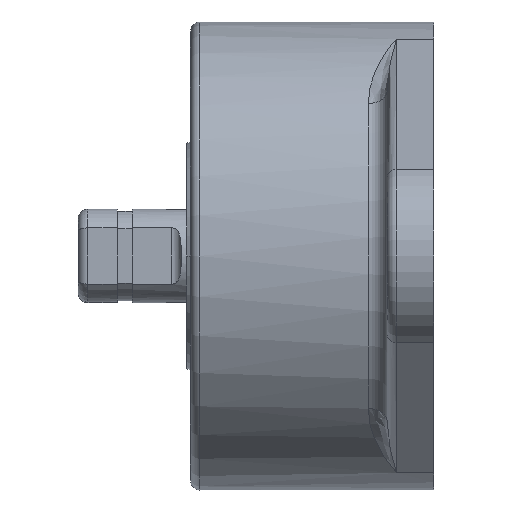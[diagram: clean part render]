
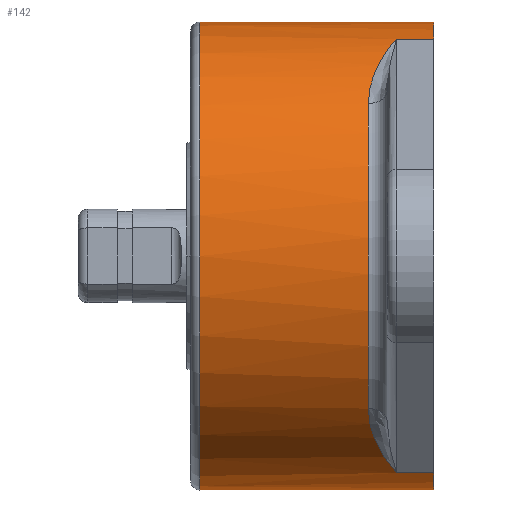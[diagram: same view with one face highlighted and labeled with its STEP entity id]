
A CAD part, left-side view. The second image highlights one B-rep face of the part: STEP entity #142.
In plain terms, the highlighted cylindrical face has radius 12.5 mm (diameter 25 mm), a partial arc.
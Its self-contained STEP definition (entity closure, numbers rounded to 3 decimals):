
#19 = AXIS2_PLACEMENT_3D ( 'NONE', #318, #1776, #1625 ) ;
#29 = CARTESIAN_POINT ( 'NONE',  ( -8.037, 3.251, -9.587 ) ) ;
#79 = ORIENTED_EDGE ( 'NONE', *, *, #1307, .T. ) ;
#97 = EDGE_LOOP ( 'NONE', ( #1522, #1881, #1865, #79, #1661, #244, #630, #355, #417, #856 ) ) ;
#101 = AXIS2_PLACEMENT_3D ( 'NONE', #1189, #271, #1348 ) ;
#123 = EDGE_CURVE ( 'NONE', #1158, #590, #717, .T. ) ;
#139 = VERTEX_POINT ( 'NONE', #478 ) ;
#142 = ADVANCED_FACE ( 'NONE', ( #889 ), #1633, .T. ) ;
#147 = CARTESIAN_POINT ( 'NONE',  ( -6.84, 2.84, 10.474 ) ) ;
#153 = CARTESIAN_POINT ( 'NONE',  ( -4.688, 0., 11.588 ) ) ;
#188 = CARTESIAN_POINT ( 'NONE',  ( -9.137, 3.5, -8.546 ) ) ;
#216 = CIRCLE ( 'NONE', #505, 12.5 ) ;
#244 = ORIENTED_EDGE ( 'NONE', *, *, #1659, .T. ) ;
#253 = EDGE_CURVE ( 'NONE', #1389, #1904, #797, .T. ) ;
#271 = DIRECTION ( 'NONE',  ( 0., -1., 0. ) ) ;
#297 = CARTESIAN_POINT ( 'NONE',  ( -5.789, 2.432, 11.081 ) ) ;
#301 = CIRCLE ( 'NONE', #1792, 12.5 ) ;
#304 = B_SPLINE_CURVE_WITH_KNOTS ( 'NONE', 3,
 ( #452, #1529, #912, #1986, #1059, #147, #1217, #297, #1382, #457, #1534, #621 ),
 .UNSPECIFIED., .F., .F.,
 ( 4, 2, 2, 2, 2, 4 ),
 ( 0., 0.002, 0.003, 0.005, 0.005, 0.006 ),
 .UNSPECIFIED. ) ;
#318 = CARTESIAN_POINT ( 'NONE',  ( 0., 2.5, 0. ) ) ;
#355 = ORIENTED_EDGE ( 'NONE', *, *, #1874, .F. ) ;
#379 = DIRECTION ( 'NONE',  ( 0., 1., 0. ) ) ;
#417 = ORIENTED_EDGE ( 'NONE', *, *, #253, .T. ) ;
#452 = CARTESIAN_POINT ( 'NONE',  ( -9.475, 3.5, 8.153 ) ) ;
#457 = CARTESIAN_POINT ( 'NONE',  ( -5.135, 2.175, 11.399 ) ) ;
#476 = CARTESIAN_POINT ( 'NONE',  ( -5.137, 2.175, -11.406 ) ) ;
#478 = CARTESIAN_POINT ( 'NONE',  ( -4.688, 2., -11.588 ) ) ;
#505 = AXIS2_PLACEMENT_3D ( 'NONE', #509, #1590, #667 ) ;
#506 = EDGE_CURVE ( 'NONE', #1904, #1313, #301, .T. ) ;
#509 = CARTESIAN_POINT ( 'NONE',  ( 0., 0., 0. ) ) ;
#533 = CARTESIAN_POINT ( 'NONE',  ( 0., 0., 12.5 ) ) ;
#543 = CARTESIAN_POINT ( 'NONE',  ( -4.688, 0., -11.588 ) ) ;
#582 = LINE ( 'NONE', #153, #1486 ) ;
#587 = EDGE_CURVE ( 'NONE', #1638, #1680, #582, .T. ) ;
#590 = VERTEX_POINT ( 'NONE', #773 ) ;
#596 = DIRECTION ( 'NONE',  ( 0., 1., 0. ) ) ;
#621 = CARTESIAN_POINT ( 'NONE',  ( -4.688, 2., 11.588 ) ) ;
#630 = ORIENTED_EDGE ( 'NONE', *, *, #587, .F. ) ;
#652 = CARTESIAN_POINT ( 'NONE',  ( 0., 12.5, 0. ) ) ;
#667 = DIRECTION ( 'NONE',  ( 0., 0., 1. ) ) ;
#715 = LINE ( 'NONE', #543, #1892 ) ;
#717 = CIRCLE ( 'NONE', #1388, 12.5 ) ;
#773 = CARTESIAN_POINT ( 'NONE',  ( -9.475, 3.5, 8.153 ) ) ;
#796 = CARTESIAN_POINT ( 'NONE',  ( -6.427, 2.682, -10.732 ) ) ;
#797 = LINE ( 'NONE', #986, #1101 ) ;
#801 = DIRECTION ( 'NONE',  ( 0., 0., -1. ) ) ;
#856 = ORIENTED_EDGE ( 'NONE', *, *, #506, .T. ) ;
#877 = CARTESIAN_POINT ( 'NONE',  ( -9.475, 3.5, -8.153 ) ) ;
#889 = FACE_OUTER_BOUND ( 'NONE', #97, .T. ) ;
#912 = CARTESIAN_POINT ( 'NONE',  ( -8.782, 3.438, 8.91 ) ) ;
#946 = CARTESIAN_POINT ( 'NONE',  ( -7.644, 3.125, -9.902 ) ) ;
#986 = CARTESIAN_POINT ( 'NONE',  ( 0., 2.5, 12.5 ) ) ;
#1035 = CARTESIAN_POINT ( 'NONE',  ( -4.688, 0., -11.588 ) ) ;
#1059 = CARTESIAN_POINT ( 'NONE',  ( -7.644, 3.125, 9.903 ) ) ;
#1089 = CARTESIAN_POINT ( 'NONE',  ( -4.688, 2., -11.588 ) ) ;
#1096 = CARTESIAN_POINT ( 'NONE',  ( -8.782, 3.438, -8.91 ) ) ;
#1101 = VECTOR ( 'NONE', #596, 1000. ) ;
#1137 = VECTOR ( 'NONE', #1938, 1000. ) ;
#1158 = VERTEX_POINT ( 'NONE', #877 ) ;
#1189 = CARTESIAN_POINT ( 'NONE',  ( 0., 0., 0. ) ) ;
#1217 = CARTESIAN_POINT ( 'NONE',  ( -6.427, 2.682, 10.732 ) ) ;
#1260 = CARTESIAN_POINT ( 'NONE',  ( -9.475, 3.5, -8.153 ) ) ;
#1269 = CARTESIAN_POINT ( 'NONE',  ( 0., 12.5, 12.5 ) ) ;
#1306 = CARTESIAN_POINT ( 'NONE',  ( 0., 3.5, 0. ) ) ;
#1307 = EDGE_CURVE ( 'NONE', #139, #1158, #1476, .T. ) ;
#1313 = VERTEX_POINT ( 'NONE', #1579 ) ;
#1346 = VERTEX_POINT ( 'NONE', #1432 ) ;
#1348 = DIRECTION ( 'NONE',  ( 0., 0., 1. ) ) ;
#1371 = CARTESIAN_POINT ( 'NONE',  ( -4.688, 0., 11.588 ) ) ;
#1382 = CARTESIAN_POINT ( 'NONE',  ( -5.573, 2.347, 11.192 ) ) ;
#1388 = AXIS2_PLACEMENT_3D ( 'NONE', #1306, #379, #1463 ) ;
#1389 = VERTEX_POINT ( 'NONE', #533 ) ;
#1429 = EDGE_CURVE ( 'NONE', #1346, #1313, #1545, .T. ) ;
#1432 = CARTESIAN_POINT ( 'NONE',  ( 0., 0., -12.5 ) ) ;
#1457 = CIRCLE ( 'NONE', #101, 12.5 ) ;
#1463 = DIRECTION ( 'NONE',  ( 0., 0., 1. ) ) ;
#1465 = DIRECTION ( 'NONE',  ( 0., 1., 0. ) ) ;
#1474 = EDGE_CURVE ( 'NONE', #1488, #1346, #1457, .T. ) ;
#1476 = B_SPLINE_CURVE_WITH_KNOTS ( 'NONE', 3,
 ( #1089, #476, #1726, #796, #1870, #946, #29, #1096, #188, #1260 ),
 .UNSPECIFIED., .F., .F.,
 ( 4, 2, 2, 2, 4 ),
 ( 0., 0.002, 0.003, 0.005, 0.006 ),
 .UNSPECIFIED. ) ;
#1486 = VECTOR ( 'NONE', #1851, 1000. ) ;
#1488 = VERTEX_POINT ( 'NONE', #1035 ) ;
#1522 = ORIENTED_EDGE ( 'NONE', *, *, #1429, .F. ) ;
#1529 = CARTESIAN_POINT ( 'NONE',  ( -9.137, 3.5, 8.546 ) ) ;
#1534 = CARTESIAN_POINT ( 'NONE',  ( -4.911, 2.087, 11.498 ) ) ;
#1545 = LINE ( 'NONE', #1867, #1137 ) ;
#1579 = CARTESIAN_POINT ( 'NONE',  ( 0., 12.5, -12.5 ) ) ;
#1590 = DIRECTION ( 'NONE',  ( 0., -1., 0. ) ) ;
#1625 = DIRECTION ( 'NONE',  ( 0., 0., 1. ) ) ;
#1633 = CYLINDRICAL_SURFACE ( 'NONE', #19, 12.5 ) ;
#1638 = VERTEX_POINT ( 'NONE', #1371 ) ;
#1659 = EDGE_CURVE ( 'NONE', #590, #1680, #304, .T. ) ;
#1661 = ORIENTED_EDGE ( 'NONE', *, *, #123, .T. ) ;
#1680 = VERTEX_POINT ( 'NONE', #1713 ) ;
#1713 = CARTESIAN_POINT ( 'NONE',  ( -4.688, 2., 11.588 ) ) ;
#1726 = CARTESIAN_POINT ( 'NONE',  ( -5.576, 2.349, -11.198 ) ) ;
#1731 = DIRECTION ( 'NONE',  ( 0., -1., 0. ) ) ;
#1758 = EDGE_CURVE ( 'NONE', #1488, #139, #715, .T. ) ;
#1776 = DIRECTION ( 'NONE',  ( 0., 1., 0. ) ) ;
#1792 = AXIS2_PLACEMENT_3D ( 'NONE', #652, #1731, #801 ) ;
#1851 = DIRECTION ( 'NONE',  ( 0., 1., 0. ) ) ;
#1865 = ORIENTED_EDGE ( 'NONE', *, *, #1758, .T. ) ;
#1867 = CARTESIAN_POINT ( 'NONE',  ( 0., 2.5, -12.5 ) ) ;
#1870 = CARTESIAN_POINT ( 'NONE',  ( -6.84, 2.84, -10.474 ) ) ;
#1874 = EDGE_CURVE ( 'NONE', #1389, #1638, #216, .T. ) ;
#1881 = ORIENTED_EDGE ( 'NONE', *, *, #1474, .F. ) ;
#1892 = VECTOR ( 'NONE', #1465, 1000. ) ;
#1904 = VERTEX_POINT ( 'NONE', #1269 ) ;
#1938 = DIRECTION ( 'NONE',  ( 0., 1., 0. ) ) ;
#1986 = CARTESIAN_POINT ( 'NONE',  ( -8.037, 3.251, 9.587 ) ) ;
